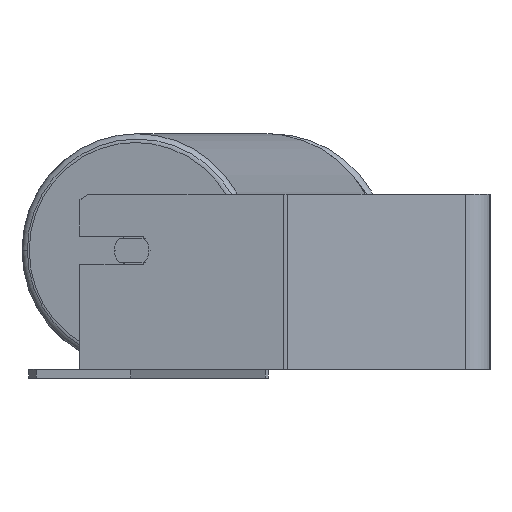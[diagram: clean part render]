
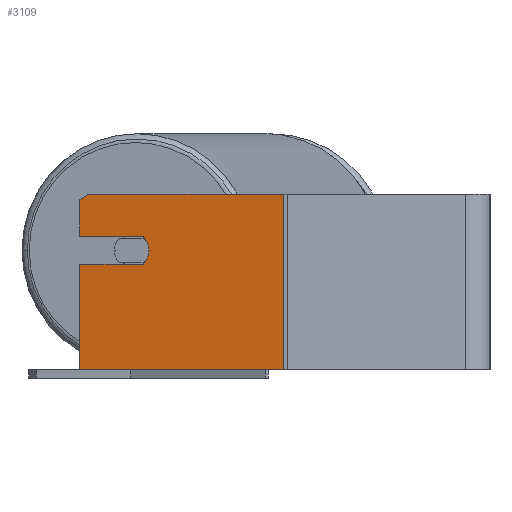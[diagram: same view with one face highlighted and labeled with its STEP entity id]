
A CAD part, left-side view. The second image highlights one B-rep face of the part: STEP entity #3109.
In plain terms, the highlighted planar face has unit normal (-0.985, 0.174, 0).
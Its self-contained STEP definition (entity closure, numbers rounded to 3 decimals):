
#147 = EDGE_LOOP ( 'NONE', ( #7913, #606, #1862, #1624, #1492, #7271, #8802, #4158, #3285, #5778 ) ) ;
#261 = LINE ( 'NONE', #8952, #1755 ) ;
#294 = DIRECTION ( 'NONE',  ( 0., 0., -1. ) ) ;
#492 = DIRECTION ( 'NONE',  ( -0.174, -0.985, 0. ) ) ;
#606 = ORIENTED_EDGE ( 'NONE', *, *, #6782, .T. ) ;
#714 = DIRECTION ( 'NONE',  ( 0., 0., -1. ) ) ;
#769 = CARTESIAN_POINT ( 'NONE',  ( -679.315, 233.996, -50. ) ) ;
#834 = CARTESIAN_POINT ( 'NONE',  ( -679.315, 233.996, 10. ) ) ;
#1101 = PLANE ( 'NONE',  #6837 ) ;
#1131 = VECTOR ( 'NONE', #714, 1000. ) ;
#1251 = CARTESIAN_POINT ( 'NONE',  ( -684.525, 204.452, 18. ) ) ;
#1319 = CARTESIAN_POINT ( 'NONE',  ( -680.183, 229.072, 50. ) ) ;
#1400 = EDGE_CURVE ( 'NONE', #6605, #1796, #8497, .T. ) ;
#1444 = CARTESIAN_POINT ( 'NONE',  ( -679.315, 233.996, 50. ) ) ;
#1492 = ORIENTED_EDGE ( 'NONE', *, *, #4026, .F. ) ;
#1624 = ORIENTED_EDGE ( 'NONE', *, *, #3442, .F. ) ;
#1675 = LINE ( 'NONE', #5416, #7604 ) ;
#1755 = VECTOR ( 'NONE', #7526, 1000. ) ;
#1772 = DIRECTION ( 'NONE',  ( -0.174, -0.985, 0. ) ) ;
#1777 = VERTEX_POINT ( 'NONE', #6941 ) ;
#1796 = VERTEX_POINT ( 'NONE', #2390 ) ;
#1862 = ORIENTED_EDGE ( 'NONE', *, *, #3869, .T. ) ;
#2303 = CIRCLE ( 'NONE', #3504, 10. ) ;
#2373 = LINE ( 'NONE', #4310, #1131 ) ;
#2390 = CARTESIAN_POINT ( 'NONE',  ( -686.261, 194.604, 18. ) ) ;
#2595 = VECTOR ( 'NONE', #4316, 1000. ) ;
#2619 = LINE ( 'NONE', #9092, #5931 ) ;
#3109 = ADVANCED_FACE ( 'NONE', ( #3255 ), #1101, .F. ) ;
#3138 = CARTESIAN_POINT ( 'NONE',  ( -685.566, 198.543, 26. ) ) ;
#3230 = DIRECTION ( 'NONE',  ( 0.174, 0.985, 0. ) ) ;
#3255 = FACE_OUTER_BOUND ( 'NONE', #147, .T. ) ;
#3285 = ORIENTED_EDGE ( 'NONE', *, *, #6471, .T. ) ;
#3318 = CARTESIAN_POINT ( 'NONE',  ( -699.787, 117.892, -50. ) ) ;
#3349 = EDGE_CURVE ( 'NONE', #4539, #7902, #1675, .T. ) ;
#3370 = VECTOR ( 'NONE', #5317, 1000. ) ;
#3442 = EDGE_CURVE ( 'NONE', #8499, #1777, #2619, .T. ) ;
#3504 = AXIS2_PLACEMENT_3D ( 'NONE', #4279, #4467, #9362 ) ;
#3598 = VERTEX_POINT ( 'NONE', #834 ) ;
#3825 = VECTOR ( 'NONE', #7033, 1000. ) ;
#3869 = EDGE_CURVE ( 'NONE', #7876, #1777, #7939, .T. ) ;
#4026 = EDGE_CURVE ( 'NONE', #1796, #8499, #2303, .T. ) ;
#4049 = VERTEX_POINT ( 'NONE', #769 ) ;
#4158 = ORIENTED_EDGE ( 'NONE', *, *, #7027, .T. ) ;
#4177 = LINE ( 'NONE', #7753, #3825 ) ;
#4279 = CARTESIAN_POINT ( 'NONE',  ( -684.525, 204.452, 18. ) ) ;
#4310 = CARTESIAN_POINT ( 'NONE',  ( -679.315, 233.996, 50. ) ) ;
#4316 = DIRECTION ( 'NONE',  ( 0., 0., -1. ) ) ;
#4467 = DIRECTION ( 'NONE',  ( -0.985, 0.174, 0. ) ) ;
#4539 = VERTEX_POINT ( 'NONE', #1319 ) ;
#4679 = CARTESIAN_POINT ( 'NONE',  ( -699.787, 117.892, 50. ) ) ;
#4852 = VERTEX_POINT ( 'NONE', #3318 ) ;
#5317 = DIRECTION ( 'NONE',  ( -0.174, -0.985, 0. ) ) ;
#5416 = CARTESIAN_POINT ( 'NONE',  ( -679.315, 233.996, 50. ) ) ;
#5778 = ORIENTED_EDGE ( 'NONE', *, *, #6625, .F. ) ;
#5864 = DIRECTION ( 'NONE',  ( -0.985, 0.174, 0. ) ) ;
#5931 = VECTOR ( 'NONE', #3230, 1000. ) ;
#6471 = EDGE_CURVE ( 'NONE', #4049, #4852, #8947, .T. ) ;
#6605 = VERTEX_POINT ( 'NONE', #7507 ) ;
#6625 = EDGE_CURVE ( 'NONE', #7902, #4852, #6784, .T. ) ;
#6711 = CARTESIAN_POINT ( 'NONE',  ( -679.315, 233.996, -50. ) ) ;
#6782 = EDGE_CURVE ( 'NONE', #4539, #7876, #4177, .T. ) ;
#6784 = LINE ( 'NONE', #4679, #7641 ) ;
#6822 = CARTESIAN_POINT ( 'NONE',  ( -679.315, 233.996, 50. ) ) ;
#6837 = AXIS2_PLACEMENT_3D ( 'NONE', #6822, #9068, #8930 ) ;
#6941 = CARTESIAN_POINT ( 'NONE',  ( -679.315, 233.996, 26. ) ) ;
#7027 = EDGE_CURVE ( 'NONE', #3598, #4049, #2373, .T. ) ;
#7033 = DIRECTION ( 'NONE',  ( 0.15, 0.853, -0.5 ) ) ;
#7271 = ORIENTED_EDGE ( 'NONE', *, *, #1400, .F. ) ;
#7507 = CARTESIAN_POINT ( 'NONE',  ( -685.566, 198.543, 10. ) ) ;
#7526 = DIRECTION ( 'NONE',  ( -0.174, -0.985, 0. ) ) ;
#7604 = VECTOR ( 'NONE', #1772, 1000. ) ;
#7641 = VECTOR ( 'NONE', #294, 1000. ) ;
#7753 = CARTESIAN_POINT ( 'NONE',  ( -679.315, 233.996, 47.113 ) ) ;
#7876 = VERTEX_POINT ( 'NONE', #8377 ) ;
#7902 = VERTEX_POINT ( 'NONE', #9139 ) ;
#7913 = ORIENTED_EDGE ( 'NONE', *, *, #3349, .F. ) ;
#7939 = LINE ( 'NONE', #1444, #2595 ) ;
#8377 = CARTESIAN_POINT ( 'NONE',  ( -679.315, 233.996, 47.113 ) ) ;
#8497 = CIRCLE ( 'NONE', #9389, 10. ) ;
#8499 = VERTEX_POINT ( 'NONE', #3138 ) ;
#8802 = ORIENTED_EDGE ( 'NONE', *, *, #9019, .F. ) ;
#8930 = DIRECTION ( 'NONE',  ( 0.174, 0.985, 0. ) ) ;
#8947 = LINE ( 'NONE', #6711, #3370 ) ;
#8952 = CARTESIAN_POINT ( 'NONE',  ( -685.566, 198.543, 10. ) ) ;
#9019 = EDGE_CURVE ( 'NONE', #3598, #6605, #261, .T. ) ;
#9068 = DIRECTION ( 'NONE',  ( 0.985, -0.174, 0. ) ) ;
#9092 = CARTESIAN_POINT ( 'NONE',  ( -685.566, 198.543, 26. ) ) ;
#9139 = CARTESIAN_POINT ( 'NONE',  ( -699.787, 117.892, 50. ) ) ;
#9362 = DIRECTION ( 'NONE',  ( -0.174, -0.985, 0. ) ) ;
#9389 = AXIS2_PLACEMENT_3D ( 'NONE', #1251, #5864, #492 ) ;
